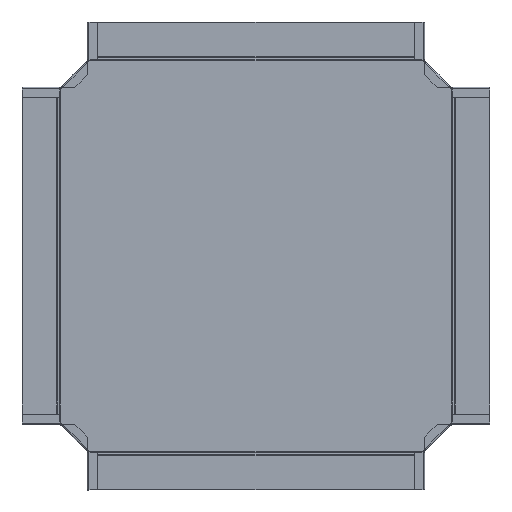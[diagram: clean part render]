
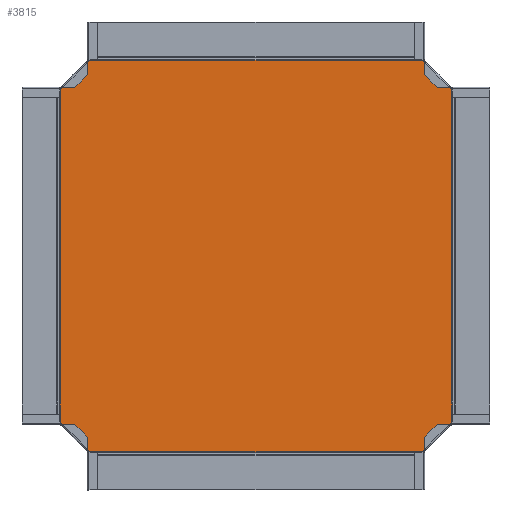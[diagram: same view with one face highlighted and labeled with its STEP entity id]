
A CAD part, top view. The second image highlights one B-rep face of the part: STEP entity #3815.
In plain terms, the highlighted planar face has unit normal (0, 0, 1).
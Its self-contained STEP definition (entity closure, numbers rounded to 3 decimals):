
#2706=DIRECTION('',(-0.707,0.707,0.));
#2707=VECTOR('',#2706,57.631);
#2708=CARTESIAN_POINT('',(290.752,250.,0.));
#2709=LINE('',#2708,#2707);
#2710=DIRECTION('',(-1.,0.,0.));
#2711=VECTOR('',#2710,2.);
#2712=CARTESIAN_POINT('',(292.752,250.,0.));
#2713=LINE('',#2712,#2711);
#2714=DIRECTION('',(0.707,0.707,0.));
#2715=VECTOR('',#2714,57.631);
#2716=CARTESIAN_POINT('',(250.,-290.752,0.));
#2717=LINE('',#2716,#2715);
#2718=DIRECTION('',(0.,1.,0.));
#2719=VECTOR('',#2718,2.);
#2720=CARTESIAN_POINT('',(250.,-292.752,0.));
#2721=LINE('',#2720,#2719);
#2722=DIRECTION('',(0.707,-0.707,0.));
#2723=VECTOR('',#2722,57.631);
#2724=CARTESIAN_POINT('',(-290.752,-250.,0.));
#2725=LINE('',#2724,#2723);
#2726=DIRECTION('',(1.,0.,0.));
#2727=VECTOR('',#2726,2.);
#2728=CARTESIAN_POINT('',(-292.752,-250.,0.));
#2729=LINE('',#2728,#2727);
#2730=DIRECTION('',(-0.707,-0.707,0.));
#2731=VECTOR('',#2730,57.631);
#2732=CARTESIAN_POINT('',(-250.,290.752,0.));
#2733=LINE('',#2732,#2731);
#2734=DIRECTION('',(0.,-1.,0.));
#2735=VECTOR('',#2734,2.);
#2736=CARTESIAN_POINT('',(-250.,292.752,0.));
#2737=LINE('',#2736,#2735);
#2742=DIRECTION('',(0.,-1.,0.));
#2743=VECTOR('',#2742,2.);
#2744=CARTESIAN_POINT('',(250.,292.752,0.));
#2745=LINE('',#2744,#2743);
#2764=DIRECTION('',(1.,0.,0.));
#2765=VECTOR('',#2764,500.);
#2766=CARTESIAN_POINT('',(-250.,292.752,0.));
#2767=LINE('',#2766,#2765);
#2802=DIRECTION('',(1.,0.,0.));
#2803=VECTOR('',#2802,2.);
#2804=CARTESIAN_POINT('',(-292.752,250.,0.));
#2805=LINE('',#2804,#2803);
#2820=DIRECTION('',(0.,1.,0.));
#2821=VECTOR('',#2820,500.);
#2822=CARTESIAN_POINT('',(-292.752,-250.,0.));
#2823=LINE('',#2822,#2821);
#2850=DIRECTION('',(0.,1.,0.));
#2851=VECTOR('',#2850,2.);
#2852=CARTESIAN_POINT('',(-250.,-292.752,0.));
#2853=LINE('',#2852,#2851);
#2872=DIRECTION('',(-1.,0.,0.));
#2873=VECTOR('',#2872,500.);
#2874=CARTESIAN_POINT('',(250.,-292.752,0.));
#2875=LINE('',#2874,#2873);
#3272=DIRECTION('',(0.,-1.,0.));
#3273=VECTOR('',#3272,500.);
#3274=CARTESIAN_POINT('',(292.752,250.,0.));
#3275=LINE('',#3274,#3273);
#3339=DIRECTION('',(-1.,0.,0.));
#3340=VECTOR('',#3339,2.);
#3341=CARTESIAN_POINT('',(292.752,-250.,0.));
#3342=LINE('',#3341,#3340);
#3377=CARTESIAN_POINT('',(-250.,292.752,0.));
#3379=VERTEX_POINT('',#3377);
#3388=CARTESIAN_POINT('',(250.,292.752,0.));
#3390=VERTEX_POINT('',#3388);
#3396=CARTESIAN_POINT('',(-250.,-292.752,0.));
#3398=VERTEX_POINT('',#3396);
#3411=CARTESIAN_POINT('',(250.,-292.752,0.));
#3413=VERTEX_POINT('',#3411);
#3420=CARTESIAN_POINT('',(250.,-290.752,0.));
#3422=VERTEX_POINT('',#3420);
#3428=CARTESIAN_POINT('',(290.752,-250.,0.));
#3430=VERTEX_POINT('',#3428);
#3444=CARTESIAN_POINT('',(-290.752,-250.,0.));
#3446=VERTEX_POINT('',#3444);
#3456=CARTESIAN_POINT('',(-250.,290.752,0.));
#3458=VERTEX_POINT('',#3456);
#3461=CARTESIAN_POINT('',(-292.752,-250.,0.));
#3463=VERTEX_POINT('',#3461);
#3476=CARTESIAN_POINT('',(-290.752,250.,0.));
#3478=VERTEX_POINT('',#3476);
#3481=CARTESIAN_POINT('',(-292.752,250.,0.));
#3482=VERTEX_POINT('',#3481);
#3508=CARTESIAN_POINT('',(-250.,-290.752,0.));
#3510=VERTEX_POINT('',#3508);
#3512=CARTESIAN_POINT('',(250.,290.752,0.));
#3514=VERTEX_POINT('',#3512);
#3527=CARTESIAN_POINT('',(292.752,250.,0.));
#3529=VERTEX_POINT('',#3527);
#3531=CARTESIAN_POINT('',(290.752,250.,0.));
#3532=VERTEX_POINT('',#3531);
#3539=CARTESIAN_POINT('',(292.752,-250.,0.));
#3540=VERTEX_POINT('',#3539);
#3779=CARTESIAN_POINT('',(0.,-250.,0.));
#3780=DIRECTION('',(0.,0.,1.));
#3781=DIRECTION('',(1.,0.,0.));
#3782=AXIS2_PLACEMENT_3D('',#3779,#3780,#3781);
#3783=PLANE('',#3782);
#3785=ORIENTED_EDGE('',*,*,#3784,.F.);
#3786=ORIENTED_EDGE('',*,*,#3704,.F.);
#3788=ORIENTED_EDGE('',*,*,#3787,.T.);
#3790=ORIENTED_EDGE('',*,*,#3789,.T.);
#3791=ORIENTED_EDGE('',*,*,#3758,.F.);
#3792=ORIENTED_EDGE('',*,*,#3770,.F.);
#3794=ORIENTED_EDGE('',*,*,#3793,.T.);
#3796=ORIENTED_EDGE('',*,*,#3795,.T.);
#3798=ORIENTED_EDGE('',*,*,#3797,.F.);
#3800=ORIENTED_EDGE('',*,*,#3799,.F.);
#3802=ORIENTED_EDGE('',*,*,#3801,.T.);
#3804=ORIENTED_EDGE('',*,*,#3803,.T.);
#3806=ORIENTED_EDGE('',*,*,#3805,.F.);
#3808=ORIENTED_EDGE('',*,*,#3807,.F.);
#3810=ORIENTED_EDGE('',*,*,#3809,.T.);
#3812=ORIENTED_EDGE('',*,*,#3811,.T.);
#3813=EDGE_LOOP('',(#3785,#3786,#3788,#3790,#3791,#3792,#3794,#3796,#3798,#3800,
#3802,#3804,#3806,#3808,#3810,#3812));
#3814=FACE_OUTER_BOUND('',#3813,.F.);
#3815=ADVANCED_FACE('',(#3814),#3783,.T.);
#3704=EDGE_CURVE('',#3529,#3532,#2713,.T.);
#3758=EDGE_CURVE('',#3422,#3430,#2717,.T.);
#3770=EDGE_CURVE('',#3413,#3422,#2721,.T.);
#3784=EDGE_CURVE('',#3532,#3514,#2709,.T.);
#3787=EDGE_CURVE('',#3529,#3540,#3275,.T.);
#3789=EDGE_CURVE('',#3540,#3430,#3342,.T.);
#3793=EDGE_CURVE('',#3413,#3398,#2875,.T.);
#3795=EDGE_CURVE('',#3398,#3510,#2853,.T.);
#3797=EDGE_CURVE('',#3446,#3510,#2725,.T.);
#3799=EDGE_CURVE('',#3463,#3446,#2729,.T.);
#3801=EDGE_CURVE('',#3463,#3482,#2823,.T.);
#3803=EDGE_CURVE('',#3482,#3478,#2805,.T.);
#3805=EDGE_CURVE('',#3458,#3478,#2733,.T.);
#3807=EDGE_CURVE('',#3379,#3458,#2737,.T.);
#3809=EDGE_CURVE('',#3379,#3390,#2767,.T.);
#3811=EDGE_CURVE('',#3390,#3514,#2745,.T.);
